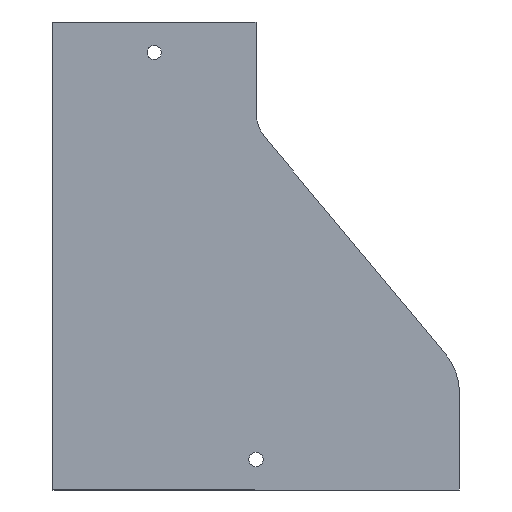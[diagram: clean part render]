
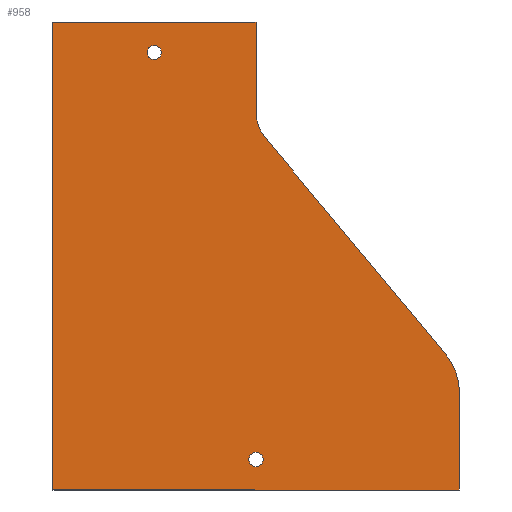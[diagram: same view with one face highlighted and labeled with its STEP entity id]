
A CAD part, front view. The second image highlights one B-rep face of the part: STEP entity #958.
In plain terms, the highlighted planar face has unit normal (0, -1, 0).
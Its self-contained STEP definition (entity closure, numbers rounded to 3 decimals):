
#8 = CIRCLE ( 'NONE', #333, 3.5 ) ;
#11 = LINE ( 'NONE', #724, #16 ) ;
#12 = CIRCLE ( 'NONE', #332, 30. ) ;
#13 = CIRCLE ( 'NONE', #334, 3.5 ) ;
#16 = VECTOR ( 'NONE', #859, 1000. ) ;
#21 = LINE ( 'NONE', #542, #157 ) ;
#24 = FACE_BOUND ( 'NONE', #1114, .T. ) ;
#25 = LINE ( 'NONE', #920, #224 ) ;
#27 = FACE_OUTER_BOUND ( 'NONE', #1135, .T. ) ;
#30 = CIRCLE ( 'NONE', #331, 20. ) ;
#134 = LINE ( 'NONE', #837, #139 ) ;
#138 = LINE ( 'NONE', #618, #229 ) ;
#139 = VECTOR ( 'NONE', #890, 1000. ) ;
#157 = VECTOR ( 'NONE', #541, 1000. ) ;
#202 = VERTEX_POINT ( 'NONE', #713 ) ;
#204 = VERTEX_POINT ( 'NONE', #714 ) ;
#220 = LINE ( 'NONE', #709, #241 ) ;
#224 = VECTOR ( 'NONE', #949, 1000. ) ;
#225 = FACE_BOUND ( 'NONE', #1106, .T. ) ;
#229 = VECTOR ( 'NONE', #537, 1000. ) ;
#241 = VECTOR ( 'NONE', #870, 1000. ) ;
#317 = AXIS2_PLACEMENT_3D ( 'NONE', #555, #553, #561 ) ;
#331 = AXIS2_PLACEMENT_3D ( 'NONE', #611, #609, #610 ) ;
#332 = AXIS2_PLACEMENT_3D ( 'NONE', #856, #855, #851 ) ;
#333 = AXIS2_PLACEMENT_3D ( 'NONE', #869, #868, #867 ) ;
#334 = AXIS2_PLACEMENT_3D ( 'NONE', #865, #861, #860 ) ;
#366 = EDGE_CURVE ( 'NONE', #1192, #1194, #25, .T. ) ;
#370 = EDGE_CURVE ( 'NONE', #1202, #1194, #220, .T. ) ;
#371 = EDGE_CURVE ( 'NONE', #1162, #1201, #134, .T. ) ;
#376 = EDGE_CURVE ( 'NONE', #204, #204, #8, .T. ) ;
#377 = EDGE_CURVE ( 'NONE', #202, #202, #13, .T. ) ;
#378 = EDGE_CURVE ( 'NONE', #1201, #1202, #11, .T. ) ;
#379 = EDGE_CURVE ( 'NONE', #1187, #1205, #12, .T. ) ;
#388 = EDGE_CURVE ( 'NONE', #1206, #1192, #30, .T. ) ;
#402 = EDGE_CURVE ( 'NONE', #1205, #1206, #138, .T. ) ;
#407 = EDGE_CURVE ( 'NONE', #1162, #1187, #21, .T. ) ;
#434 = ORIENTED_EDGE ( 'NONE', *, *, #379, .T. ) ;
#435 = ORIENTED_EDGE ( 'NONE', *, *, #407, .T. ) ;
#436 = ORIENTED_EDGE ( 'NONE', *, *, #371, .F. ) ;
#437 = ORIENTED_EDGE ( 'NONE', *, *, #378, .F. ) ;
#438 = ORIENTED_EDGE ( 'NONE', *, *, #370, .F. ) ;
#439 = ORIENTED_EDGE ( 'NONE', *, *, #377, .F. ) ;
#440 = ORIENTED_EDGE ( 'NONE', *, *, #376, .F. ) ;
#537 = DIRECTION ( 'NONE',  ( -0.64, 0., 0.768 ) ) ;
#541 = DIRECTION ( 'NONE',  ( 0., 0., 1. ) ) ;
#542 = CARTESIAN_POINT ( 'NONE',  ( 200., 0., -182.241 ) ) ;
#553 = DIRECTION ( 'NONE',  ( 0., 1., 0. ) ) ;
#555 = CARTESIAN_POINT ( 'NONE',  ( -120., 0., -44.139 ) ) ;
#561 = DIRECTION ( 'NONE',  ( 0., 0., 1. ) ) ;
#609 = DIRECTION ( 'NONE',  ( 0., 1., 0. ) ) ;
#610 = DIRECTION ( 'NONE',  ( 0., 0., 1. ) ) ;
#611 = CARTESIAN_POINT ( 'NONE',  ( 120., 0., -44.139 ) ) ;
#618 = CARTESIAN_POINT ( 'NONE',  ( 104.636, 0., -56.942 ) ) ;
#628 = PLANE ( 'NONE',  #317 ) ;
#693 = CARTESIAN_POINT ( 'NONE',  ( 200., 0., -182.241 ) ) ;
#698 = CARTESIAN_POINT ( 'NONE',  ( 100., 0., 0. ) ) ;
#700 = CARTESIAN_POINT ( 'NONE',  ( 100., 0., -44.139 ) ) ;
#706 = CARTESIAN_POINT ( 'NONE',  ( 0., 0., -230. ) ) ;
#709 = CARTESIAN_POINT ( 'NONE',  ( -100., 0., 0. ) ) ;
#713 = CARTESIAN_POINT ( 'NONE',  ( 50., 0., -18.5 ) ) ;
#714 = CARTESIAN_POINT ( 'NONE',  ( 100., 0., -218.5 ) ) ;
#724 = CARTESIAN_POINT ( 'NONE',  ( 0., 0., 0. ) ) ;
#727 = CARTESIAN_POINT ( 'NONE',  ( 200., 0., -230. ) ) ;
#753 = CARTESIAN_POINT ( 'NONE',  ( 0., 0., 0. ) ) ;
#756 = CARTESIAN_POINT ( 'NONE',  ( 193.047, 0., -163.035 ) ) ;
#764 = CARTESIAN_POINT ( 'NONE',  ( 104.636, 0., -56.942 ) ) ;
#837 = CARTESIAN_POINT ( 'NONE',  ( -200., 0., -230. ) ) ;
#851 = DIRECTION ( 'NONE',  ( 0., 0., 1. ) ) ;
#855 = DIRECTION ( 'NONE',  ( 0., -1., 0. ) ) ;
#856 = CARTESIAN_POINT ( 'NONE',  ( 170., 0., -182.241 ) ) ;
#859 = DIRECTION ( 'NONE',  ( 0., 0., 1. ) ) ;
#860 = DIRECTION ( 'NONE',  ( 0., 0., -1. ) ) ;
#861 = DIRECTION ( 'NONE',  ( 0., -1., 0. ) ) ;
#865 = CARTESIAN_POINT ( 'NONE',  ( 50., 0., -15. ) ) ;
#867 = DIRECTION ( 'NONE',  ( 0., 0., -1. ) ) ;
#868 = DIRECTION ( 'NONE',  ( 0., -1., 0. ) ) ;
#869 = CARTESIAN_POINT ( 'NONE',  ( 100., 0., -215. ) ) ;
#870 = DIRECTION ( 'NONE',  ( 1., 0., 0. ) ) ;
#890 = DIRECTION ( 'NONE',  ( -1., 0., 0. ) ) ;
#920 = CARTESIAN_POINT ( 'NONE',  ( 100., 0., 0. ) ) ;
#949 = DIRECTION ( 'NONE',  ( 0., 0., 1. ) ) ;
#958 = ADVANCED_FACE ( 'NONE', ( #225, #24, #27 ), #628, .F. ) ;
#1069 = ORIENTED_EDGE ( 'NONE', *, *, #366, .T. ) ;
#1106 = EDGE_LOOP ( 'NONE', ( #440 ) ) ;
#1114 = EDGE_LOOP ( 'NONE', ( #439 ) ) ;
#1135 = EDGE_LOOP ( 'NONE', ( #438, #437, #436, #435, #434, #1259, #1260, #1069 ) ) ;
#1162 = VERTEX_POINT ( 'NONE', #727 ) ;
#1187 = VERTEX_POINT ( 'NONE', #693 ) ;
#1192 = VERTEX_POINT ( 'NONE', #700 ) ;
#1194 = VERTEX_POINT ( 'NONE', #698 ) ;
#1201 = VERTEX_POINT ( 'NONE', #706 ) ;
#1202 = VERTEX_POINT ( 'NONE', #753 ) ;
#1205 = VERTEX_POINT ( 'NONE', #756 ) ;
#1206 = VERTEX_POINT ( 'NONE', #764 ) ;
#1259 = ORIENTED_EDGE ( 'NONE', *, *, #402, .T. ) ;
#1260 = ORIENTED_EDGE ( 'NONE', *, *, #388, .T. ) ;
